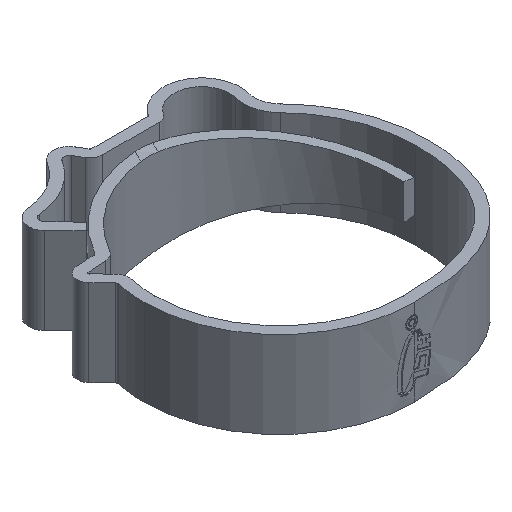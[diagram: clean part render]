
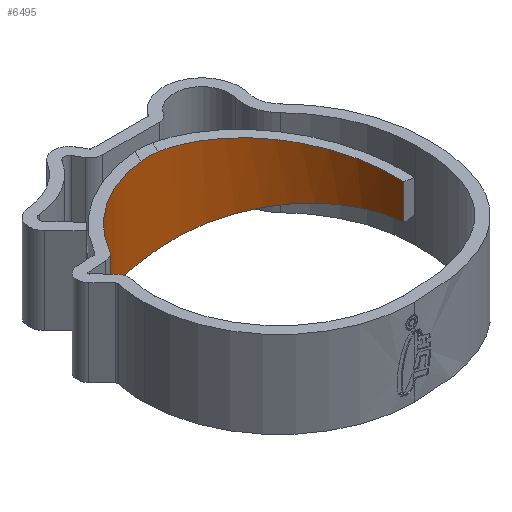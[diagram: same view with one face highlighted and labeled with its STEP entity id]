
A CAD part, isometric view. The second image highlights one B-rep face of the part: STEP entity #6495.
In plain terms, the highlighted cylindrical face has radius 11.5 mm (diameter 23 mm), a partial arc.
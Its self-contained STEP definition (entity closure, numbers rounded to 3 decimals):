
#71 = VECTOR ( 'NONE', #6789, 1000. ) ;
#625 = CARTESIAN_POINT ( 'NONE',  ( 11.5, 0., 1.638 ) ) ;
#731 = DIRECTION ( 'NONE',  ( 0., 0., 1. ) ) ;
#752 = CARTESIAN_POINT ( 'NONE',  ( -0.237, 11.511, 3.965 ) ) ;
#793 = EDGE_CURVE ( 'NONE', #7901, #1038, #6880, .T. ) ;
#906 = CARTESIAN_POINT ( 'NONE',  ( 0.319, 11.496, 3.888 ) ) ;
#1038 = VERTEX_POINT ( 'NONE', #3665 ) ;
#1340 = CARTESIAN_POINT ( 'NONE',  ( 0.319, 11.496, 3.888 ) ) ;
#1353 = CARTESIAN_POINT ( 'NONE',  ( 11.5, 0., 1.638 ) ) ;
#1408 = DIRECTION ( 'NONE',  ( 1., 0., 0. ) ) ;
#1525 = CARTESIAN_POINT ( 'NONE',  ( 11.5, 0., -1.638 ) ) ;
#1643 = DIRECTION ( 'NONE',  ( 1., 0., 0. ) ) ;
#1645 = CARTESIAN_POINT ( 'NONE',  ( -9.988, 5.7, 4. ) ) ;
#1671 = CARTESIAN_POINT ( 'NONE',  ( 11.5, 0., 4. ) ) ;
#1718 = LINE ( 'NONE', #2360, #71 ) ;
#2016 = CARTESIAN_POINT ( 'NONE',  ( 6.906, 11.313, 2.969 ) ) ;
#2095 = DIRECTION ( 'NONE',  ( 0., 0., -1. ) ) ;
#2137 = ORIENTED_EDGE ( 'NONE', *, *, #3035, .T. ) ;
#2149 = VERTEX_POINT ( 'NONE', #2331 ) ;
#2311 = VECTOR ( 'NONE', #4163, 1000. ) ;
#2322 = EDGE_CURVE ( 'NONE', #7235, #6301, #4421, .T. ) ;
#2331 = CARTESIAN_POINT ( 'NONE',  ( -1.35, 11.42, -4. ) ) ;
#2341 = AXIS2_PLACEMENT_3D ( 'NONE', #6441, #731, #1408 ) ;
#2360 = CARTESIAN_POINT ( 'NONE',  ( -9.988, 5.7, 4. ) ) ;
#2463 = CIRCLE ( 'NONE', #2341, 11.5 ) ;
#2523 = VERTEX_POINT ( 'NONE', #1645 ) ;
#2616 = CARTESIAN_POINT ( 'NONE',  ( 11.5, 0., -1.638 ) ) ;
#2792 = EDGE_CURVE ( 'NONE', #7300, #6301, #5449, .T. ) ;
#3035 = EDGE_CURVE ( 'NONE', #7300, #7901, #8163, .T. ) ;
#3160 = ORIENTED_EDGE ( 'NONE', *, *, #5750, .F. ) ;
#3169 = B_SPLINE_CURVE_WITH_KNOTS ( 'NONE', 3,
 ( #3644, #4268, #6075, #5557 ),
 .UNSPECIFIED., .F., .F.,
 ( 4, 4 ),
 ( 0., 0.002 ),
 .UNSPECIFIED. ) ;
#3214 = ORIENTED_EDGE ( 'NONE', *, *, #793, .T. ) ;
#3288 = CARTESIAN_POINT ( 'NONE',  ( -9.988, 5.7, -4. ) ) ;
#3387 = CARTESIAN_POINT ( 'NONE',  ( 0., 0., 4. ) ) ;
#3431 = CARTESIAN_POINT ( 'NONE',  ( -0.793, 11.486, 4. ) ) ;
#3644 = CARTESIAN_POINT ( 'NONE',  ( -1.35, 11.42, -4. ) ) ;
#3665 = CARTESIAN_POINT ( 'NONE',  ( -1.35, 11.42, 4. ) ) ;
#4163 = DIRECTION ( 'NONE',  ( 0., 0., -1. ) ) ;
#4268 = CARTESIAN_POINT ( 'NONE',  ( -0.793, 11.486, -4. ) ) ;
#4421 =( BOUNDED_CURVE ( )  B_SPLINE_CURVE ( 3, ( #4636, #6545, #5829, #2616 ),
 .UNSPECIFIED., .F., .T. ) 
 B_SPLINE_CURVE_WITH_KNOTS ( ( 4, 4 ),
 ( 1.178, 2.721 ),
 .UNSPECIFIED. ) 
 CURVE ( )  GEOMETRIC_REPRESENTATION_ITEM ( )  RATIONAL_B_SPLINE_CURVE ( ( 1., 0.811, 0.811, 1. ) ) 
 REPRESENTATION_ITEM ( '' )  );
#4636 = CARTESIAN_POINT ( 'NONE',  ( 0.319, 11.496, -3.888 ) ) ;
#4648 = DIRECTION ( 'NONE',  ( -1., 0., 0. ) ) ;
#4685 = ORIENTED_EDGE ( 'NONE', *, *, #2792, .F. ) ;
#4807 = EDGE_CURVE ( 'NONE', #2149, #7235, #3169, .T. ) ;
#4879 = CIRCLE ( 'NONE', #5132, 11.5 ) ;
#5001 = AXIS2_PLACEMENT_3D ( 'NONE', #3387, #2095, #4648 ) ;
#5044 = CARTESIAN_POINT ( 'NONE',  ( 0.319, 11.496, -3.888 ) ) ;
#5068 = ORIENTED_EDGE ( 'NONE', *, *, #4807, .T. ) ;
#5132 = AXIS2_PLACEMENT_3D ( 'NONE', #5455, #6749, #1643 ) ;
#5263 = FACE_OUTER_BOUND ( 'NONE', #7054, .T. ) ;
#5449 = LINE ( 'NONE', #1671, #2311 ) ;
#5455 = CARTESIAN_POINT ( 'NONE',  ( 0., 0., -4. ) ) ;
#5557 = CARTESIAN_POINT ( 'NONE',  ( 0.319, 11.496, -3.888 ) ) ;
#5750 = EDGE_CURVE ( 'NONE', #2149, #7601, #4879, .T. ) ;
#5829 = CARTESIAN_POINT ( 'NONE',  ( 11.5, 6.589, -2.044 ) ) ;
#5854 = ORIENTED_EDGE ( 'NONE', *, *, #7056, .T. ) ;
#6075 = CARTESIAN_POINT ( 'NONE',  ( -0.237, 11.511, -3.965 ) ) ;
#6091 = CARTESIAN_POINT ( 'NONE',  ( 0.319, 11.496, 3.888 ) ) ;
#6301 = VERTEX_POINT ( 'NONE', #1525 ) ;
#6424 = ORIENTED_EDGE ( 'NONE', *, *, #2322, .T. ) ;
#6441 = CARTESIAN_POINT ( 'NONE',  ( 0., 0., 4. ) ) ;
#6495 = ADVANCED_FACE ( 'NONE', ( #5263 ), #7809, .F. ) ;
#6545 = CARTESIAN_POINT ( 'NONE',  ( 6.906, 11.313, -2.969 ) ) ;
#6749 = DIRECTION ( 'NONE',  ( 0., 0., 1. ) ) ;
#6789 = DIRECTION ( 'NONE',  ( 0., 0., -1. ) ) ;
#6848 = EDGE_CURVE ( 'NONE', #2523, #7601, #1718, .T. ) ;
#6880 = B_SPLINE_CURVE_WITH_KNOTS ( 'NONE', 3,
 ( #1340, #752, #3431, #7805 ),
 .UNSPECIFIED., .F., .F.,
 ( 4, 4 ),
 ( 0., 0.002 ),
 .UNSPECIFIED. ) ;
#7054 = EDGE_LOOP ( 'NONE', ( #3160, #5068, #6424, #4685, #2137, #3214, #5854, #7347 ) ) ;
#7056 = EDGE_CURVE ( 'NONE', #1038, #2523, #2463, .T. ) ;
#7235 = VERTEX_POINT ( 'NONE', #5044 ) ;
#7300 = VERTEX_POINT ( 'NONE', #625 ) ;
#7347 = ORIENTED_EDGE ( 'NONE', *, *, #6848, .T. ) ;
#7601 = VERTEX_POINT ( 'NONE', #3288 ) ;
#7727 = CARTESIAN_POINT ( 'NONE',  ( 11.5, 6.589, 2.044 ) ) ;
#7805 = CARTESIAN_POINT ( 'NONE',  ( -1.35, 11.42, 4. ) ) ;
#7809 = CYLINDRICAL_SURFACE ( 'NONE', #5001, 11.5 ) ;
#7901 = VERTEX_POINT ( 'NONE', #6091 ) ;
#8163 =( BOUNDED_CURVE ( )  B_SPLINE_CURVE ( 3, ( #1353, #7727, #2016, #906 ),
 .UNSPECIFIED., .F., .T. ) 
 B_SPLINE_CURVE_WITH_KNOTS ( ( 4, 4 ),
 ( 0.421, 1.964 ),
 .UNSPECIFIED. ) 
 CURVE ( )  GEOMETRIC_REPRESENTATION_ITEM ( )  RATIONAL_B_SPLINE_CURVE ( ( 1., 0.811, 0.811, 1. ) ) 
 REPRESENTATION_ITEM ( '' )  );
